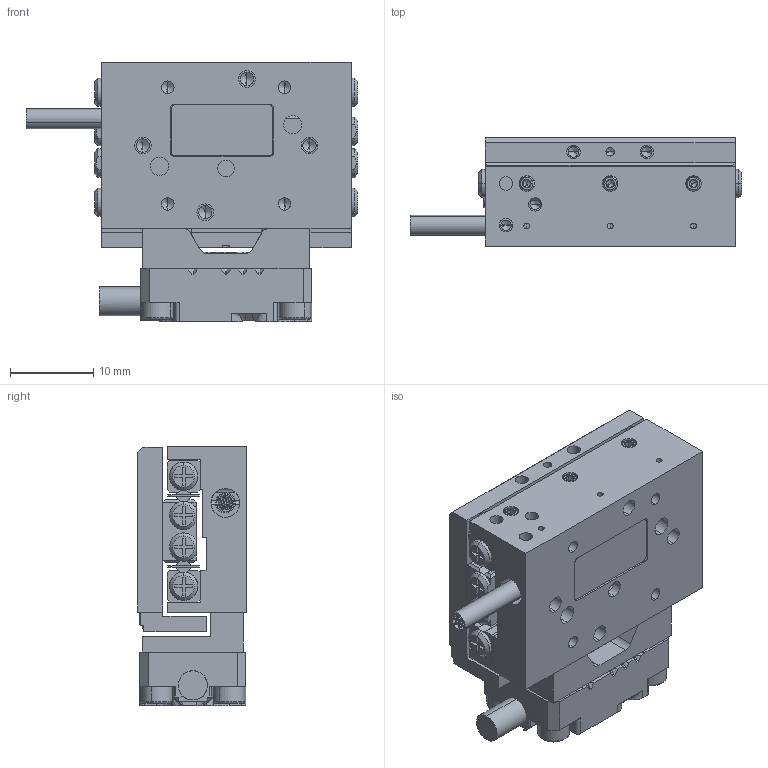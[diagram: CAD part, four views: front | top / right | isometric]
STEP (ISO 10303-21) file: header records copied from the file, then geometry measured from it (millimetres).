
FILE_DESCRIPTION (( 'STEP AP214' ), '1' );
FILE_NAME ('PPS-20-122X9.STEP', '2024-05-07T23:46:23', ( '' ), ( '' ), 'SwSTEP 2.0', 'SolidWorks 2023', '' );
FILE_SCHEMA (( 'AUTOMOTIVE_DESIGN' ));
Length unit declared in the file: millimetre
Products named in the file (19): TFC-421 Silver Braided Cable_L18.STEP; SCREW, SHCS-S, M-DIN_M1.6 x 0.35 x 05mm_1.STEP; SCREW, MS-PFH, M-DIN_M2 x 0.4 x 05mm_1.STEP; 431420 PPS-20, Encoder Bracket, Renishaw Atom, RKLF, Tape Scale_1.STEP; PPS-20-123X6.STEP; SCREW, SHCS-S, M-DIN_M1.6 x 0.35 x 06mm_1.STEP; NB Slide Way SVW 1000 Cage_SVW 1030-7Z.STEP; PPS-20-122X9; 130160 Bearing, NB, Slide Way, SVW 1000_SVW 1030-7Z (Rigid at Center).STEP; PPS-20, Base, Master Part_L30, No Ears .STEP; SCREW, SHCS-S, M-DIN_M2 x 0.4 x 06mm_1.STEP; NB Slide Way SVW 1000 Rail_SVW 1030.STEP; SCREW, MS-PPH, M-JCIS_M1.6 x 0.35 x 4mm_1.STEP; Set Screw, Cup-H, E-ASME_E1-72 x 1''''16_1.STEP; NB Slide Way SVW 1000 Center Way_SVW 1030.STEP; PPS-20, Carriage, Master Part_30mm.STEP; 110212 Encoder Head, Renishaw Atom, Atmospheric_Demo.STEP; PPS-20, Back Cover, Master Part_1.STEP; PPS-20, Scale Bracket, Renishaw Atom, RCLC, RKLF, Master Part_30mm.STEP
Assembly tree (33 placements, depth 4):
  PPS-20-122X9
    PPS-20-123X6.STEP
      130160 Bearing, NB, Slide Way, SVW 1000_SVW 1030-7Z (Rigid at Center).STEP
        NB Slide Way SVW 1000 Rail_SVW 1030.STEP  x2
        NB Slide Way SVW 1000 Center Way_SVW 1030.STEP
        NB Slide Way SVW 1000 Cage_SVW 1030-7Z.STEP  x2
      PPS-20, Base, Master Part_L30, No Ears .STEP
      PPS-20, Back Cover, Master Part_1.STEP
      TFC-421 Silver Braided Cable_L18.STEP
      PPS-20, Carriage, Master Part_30mm.STEP
      SCREW, MS-PFH, M-DIN_M2 x 0.4 x 05mm_1.STEP  x3
      Set Screw, Cup-H, E-ASME_E1-72 x 1''''16_1.STEP  x3
      SCREW, MS-PPH, M-JCIS_M1.6 x 0.35 x 4mm_1.STEP  x8
      110212 Encoder Head, Renishaw Atom, Atmospheric_Demo.STEP
      431420 PPS-20, Encoder Bracket, Renishaw Atom, RKLF, Tape Scale_1.STEP
      PPS-20, Scale Bracket, Renishaw Atom, RCLC, RKLF, Master Part_30mm.STEP
      SCREW, SHCS-S, M-DIN_M2 x 0.4 x 06mm_1.STEP  x3
      SCREW, SHCS-S, M-DIN_M1.6 x 0.35 x 05mm_1.STEP
      SCREW, SHCS-S, M-DIN_M1.6 x 0.35 x 06mm_1.STEP
Bounding box: 39.8 x 13 x 31.15 mm (x, y, z)
Volume: 8621.5 mm3; surface area: 11786.7 mm2
Topology: 44 solids, 44 shells, 1666 faces, 4197 edges, 2625 vertices
Faces by surface type: plane 779, cylinder 503, cone 234, torus 88, bspline 62
Entity records: 58619 total; most frequent: CARTESIAN_POINT 31062, ORIENTED_EDGE 5636, DIRECTION 5463, EDGE_CURVE 2818, AXIS2_PLACEMENT_3D 1912, VERTEX_POINT 1814, LINE 1639, VECTOR 1639
